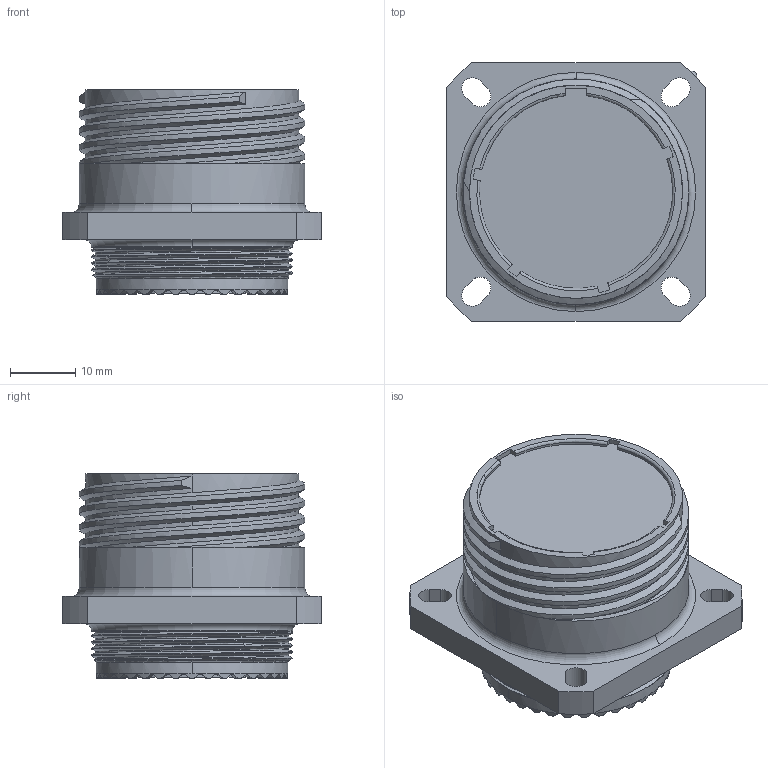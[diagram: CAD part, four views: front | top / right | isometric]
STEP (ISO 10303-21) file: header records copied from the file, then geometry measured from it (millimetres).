
FILE_DESCRIPTION((''),'2;1');
FILE_NAME('8D0C21M35PN_SW0001','2016-10-21T',('dlusson'),('SOURIAU'),'PRO/ENGINEER BY PARAMETRIC TECHNOLOGY CORPORATION, 2014000','PRO/ENGINEER BY PARAMETRIC TECHNOLOGY CORPORATION, 2014000','');
FILE_SCHEMA(('CONFIG_CONTROL_DESIGN'));
Length unit declared in the file: millimetre
Products named in the file (1): 8D0C21M35PN_SW0001
Bounding box: 39.65 x 39.65 x 31.32 mm (x, y, z)
Volume: 28581.5 mm3; surface area: 7339.9 mm2
Topology: 1 solids, 1 shells, 398 faces, 1088 edges, 695 vertices
Faces by surface type: cylinder 188, plane 143, cone 37, bspline 17, torus 9, revolution 2, sphere 2
Entity records: 23311 total; most frequent: CARTESIAN_POINT 14051, ORIENTED_EDGE 2172, DIRECTION 1565, EDGE_CURVE 1086, VERTEX_POINT 695, AXIS2_PLACEMENT_3D 614, B_SPLINE_CURVE_WITH_KNOTS 518, EDGE_LOOP 411
